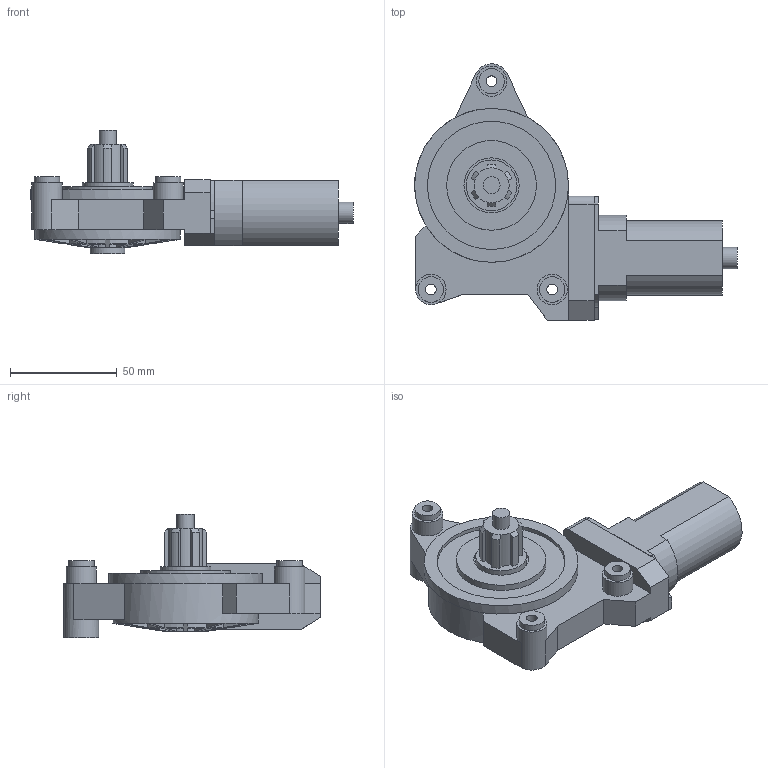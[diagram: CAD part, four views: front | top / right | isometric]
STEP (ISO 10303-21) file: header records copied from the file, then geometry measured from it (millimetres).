
FILE_DESCRIPTION(/* description */ ('Motor - Denso Window Right'),/* implementation_level */ '2;1');
FILE_NAME(/* name */ 'MOT_Denso_262100-3030.ipt.step',/* time_stamp */ '2014-01-01T17:40:21-08:00',/* author */ ('Autodesk, Inc.'),/* organization */ ('Autodesk, Inc.'),/* preprocessor_version */ 'ST-DEVELOPER v15.2',/* originating_system */ 'Autodesk Inventor 2014',/* authorisation */ '');
FILE_SCHEMA (('AUTOMOTIVE_DESIGN { 1 0 10303 214 3 1 1 }'));
Length unit declared in the file: millimetre
Products named in the file (1): MOT_Denso_262100-3030
Bounding box: 151 x 119.88 x 57.9 mm (x, y, z)
Volume: 213898.6 mm3; surface area: 38247.4 mm2
Topology: 1 solids, 1 shells, 229 faces, 571 edges, 367 vertices
Faces by surface type: plane 134, cylinder 87, cone 8
Full cylindrical faces by diameter (mm): 5 x3, 8 x1, 10 x1, 11.9 x3, 14.2 x3, 16.3 x1, 23.8 x1, 25.8 x1, 42 x1, 60 x1, 68 x1, 72 x1
Entity records: 6657 total; most frequent: CARTESIAN_POINT 1242, DIRECTION 1136, ORIENTED_EDGE 1076, EDGE_CURVE 538, AXIS2_PLACEMENT_3D 429, VERTEX_POINT 355, LINE 278, VECTOR 278
